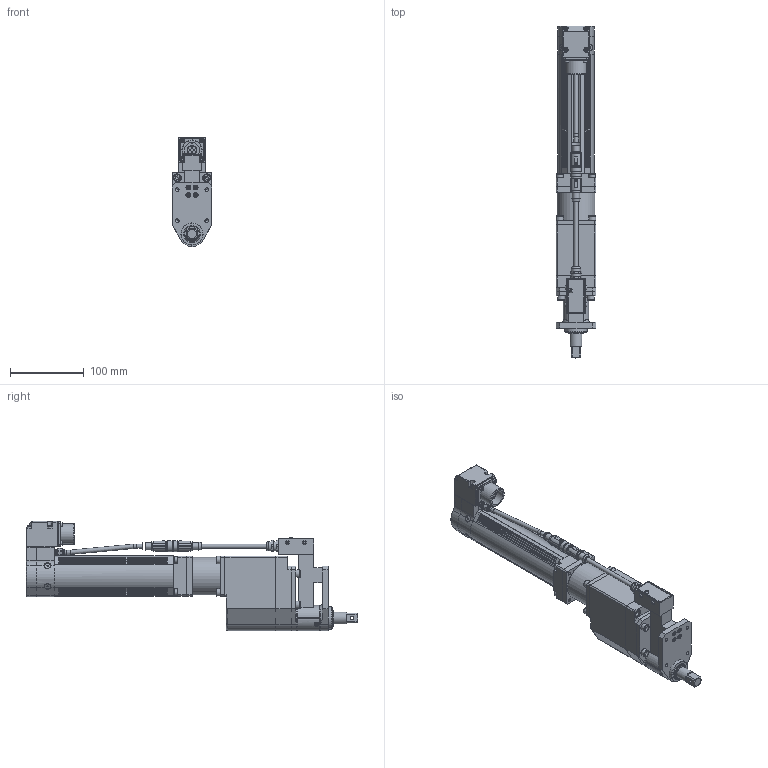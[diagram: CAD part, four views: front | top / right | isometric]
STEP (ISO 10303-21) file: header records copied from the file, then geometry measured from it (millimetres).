
FILE_DESCRIPTION(/* description */ (''),/* implementation_level */ '2;1');
FILE_NAME(/* name */ 'CFT-801RS3-OL(DS-N037+C)_OUTLINE_20201122.stp',/* time_stamp */ '2020-12-22T10:05:13+09:00',/* author */ ('Akihiro_KATO'),/* organization */ (''),/* preprocessor_version */ 'ST-DEVELOPER v18.1',/* originating_system */ 'Autodesk Inventor 2021',/* authorisation */ '');
FILE_SCHEMA (('AUTOMOTIVE_DESIGN { 1 0 10303 214 3 1 1 }'));
Length unit declared in the file: millimetre
Products named in the file (1): CFT-801RS3-OL(DS-N037+C)_OUTLINE_20201122
Bounding box: 54 x 449 x 147.72 mm (x, y, z)
Volume: 1261093.8 mm3; surface area: 145848.3 mm2
Topology: 1 solids, 1 shells, 1310 faces, 3377 edges, 2201 vertices
Faces by surface type: plane 774, cylinder 311, cone 90, bspline 61, torus 60, sphere 14
Full cylindrical faces by diameter (mm): 1 x14, 1.6 x4, 1.7 x2, 2.459 x4, 3 x4, 3.5 x4, 4.134 x4, 4.5 x1, 4.917 x4, 5.5 x16, 5.7 x7, 5.9 x4, 6 x2, 6.5 x10, 7.6 x1, 7.7 x1, 8 x4, 8.2 x1, 8.459 x6, 8.5 x4, 9 x10, 9.2 x1, 9.3 x1, 10 x12, 10.4 x1, 11 x2, 12 x2, 12.4 x2, 13 x1, 14 x2
Entity records: 45439 total; most frequent: CARTESIAN_POINT 12593, ORIENTED_EDGE 6640, DIRECTION 6401, EDGE_CURVE 3320, AXIS2_PLACEMENT_3D 2262, VERTEX_POINT 2201, LINE 1877, VECTOR 1877
